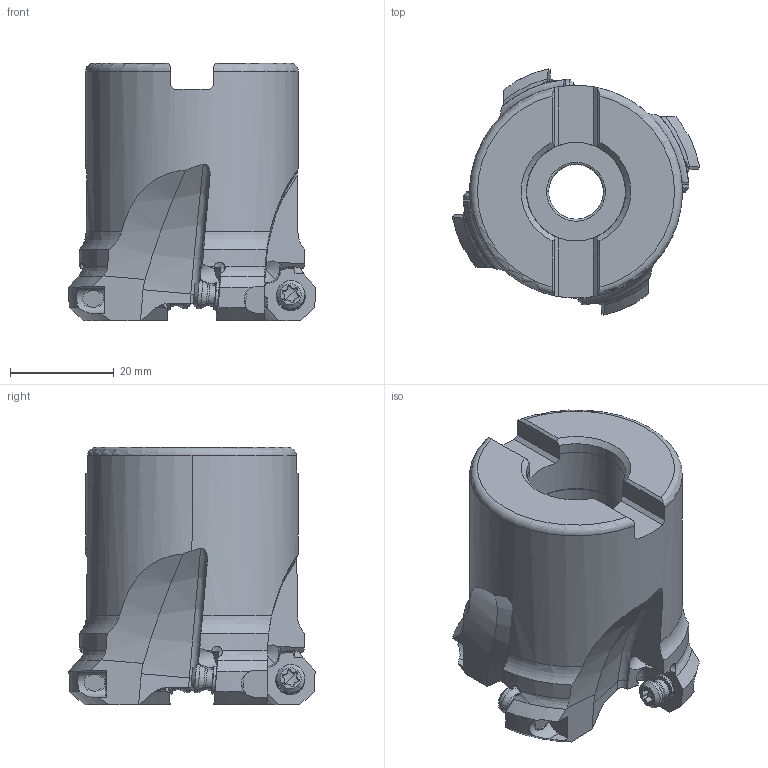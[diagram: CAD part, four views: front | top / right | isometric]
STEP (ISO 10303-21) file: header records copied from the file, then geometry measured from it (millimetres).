
FILE_DESCRIPTION(/* description */ (''),/* implementation_level */ '2;1');
FILE_NAME(/* name */ 'BRP6UPR0204.stp',/* time_stamp */ '2019-03-25T17:35:17+09:00',/* author */ (''),/* organization */ (''),/* preprocessor_version */ 'ST-DEVELOPER v16',/* originating_system */ 'SIEMENS PLM Software NX 10.0',/* authorisation */ '');
FILE_SCHEMA (('AUTOMOTIVE_DESIGN { 1 0 10303 214 3 1 1 1 }'));
Length unit declared in the file: millimetre
Products named in the file (1): BRP6UPR0204_ASM
Bounding box: 47.71 x 47.46 x 49.57 mm (x, y, z)
Volume: 45879.9 mm3; surface area: 12749.6 mm2
Topology: 5 solids, 5 shells, 359 faces, 1094 edges, 738 vertices
Faces by surface type: cylinder 144, plane 77, cone 76, torus 54, sphere 8
Entity records: 15716 total; most frequent: CARTESIAN_POINT 5890, ORIENTED_EDGE 2156, DIRECTION 2004, EDGE_CURVE 1078, AXIS2_PLACEMENT_3D 868, VERTEX_POINT 738, CIRCLE 436, EDGE_LOOP 378
